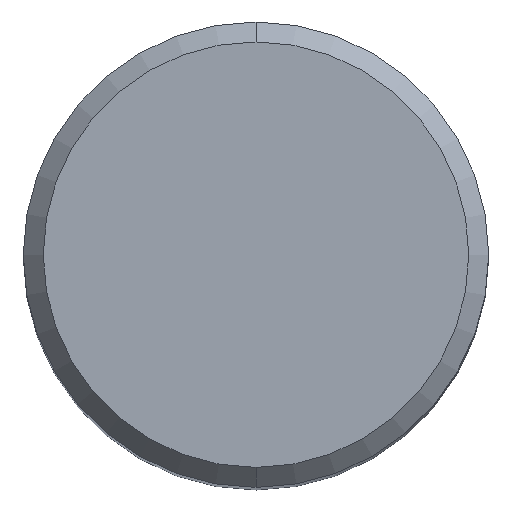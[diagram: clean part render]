
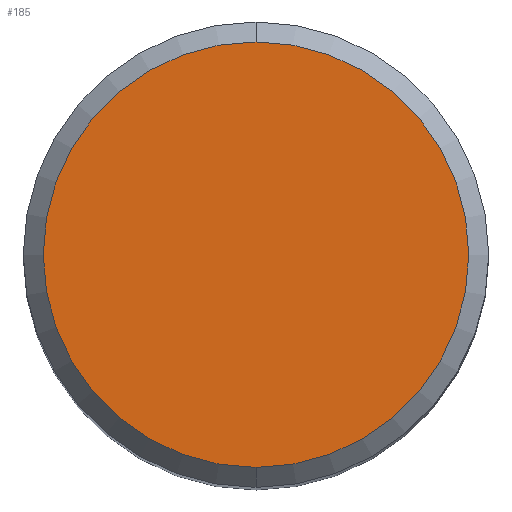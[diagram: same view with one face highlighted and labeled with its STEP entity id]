
A CAD part, top view. The second image highlights one B-rep face of the part: STEP entity #185.
In plain terms, the highlighted planar face has unit normal (0, 0, 1).
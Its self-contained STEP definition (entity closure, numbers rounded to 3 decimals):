
#123=VERTEX_POINT('',#277);
#159=VERTEX_POINT('',#319);
#185=ADVANCED_FACE('',(#348),#349,.T.);
#195=EDGE_CURVE('',#159,#123,#360,.T.);
#199=EDGE_CURVE('',#123,#159,#364,.T.);
#277=CARTESIAN_POINT('',(0.0,6.4,0.0));
#319=CARTESIAN_POINT('',(0.,-6.4,0.0));
#348=FACE_OUTER_BOUND('',#531,.T.);
#349=PLANE('',#532);
#360=CIRCLE('',#545,6.4);
#364=CIRCLE('',#551,6.4);
#531=EDGE_LOOP('',(#726,#727));
#532=AXIS2_PLACEMENT_3D('',#728,#729,#730);
#545=AXIS2_PLACEMENT_3D('',#742,#743,#744);
#551=AXIS2_PLACEMENT_3D('',#748,#749,#750);
#726=ORIENTED_EDGE('',*,*,#199,.F.);
#727=ORIENTED_EDGE('',*,*,#195,.F.);
#728=CARTESIAN_POINT('',(0.0,3.2,0.0));
#729=DIRECTION('',(-0.0,0.0,1.0));
#730=DIRECTION('',(0.0,-1.0,0.0));
#742=CARTESIAN_POINT('',(0.0,0.0,0.0));
#743=DIRECTION('',(0.0,0.0,-1.0));
#744=DIRECTION('',(0.0,1.0,0.0));
#748=CARTESIAN_POINT('',(0.0,0.0,0.0));
#749=DIRECTION('',(0.0,0.0,-1.0));
#750=DIRECTION('',(0.0,1.0,0.0));
